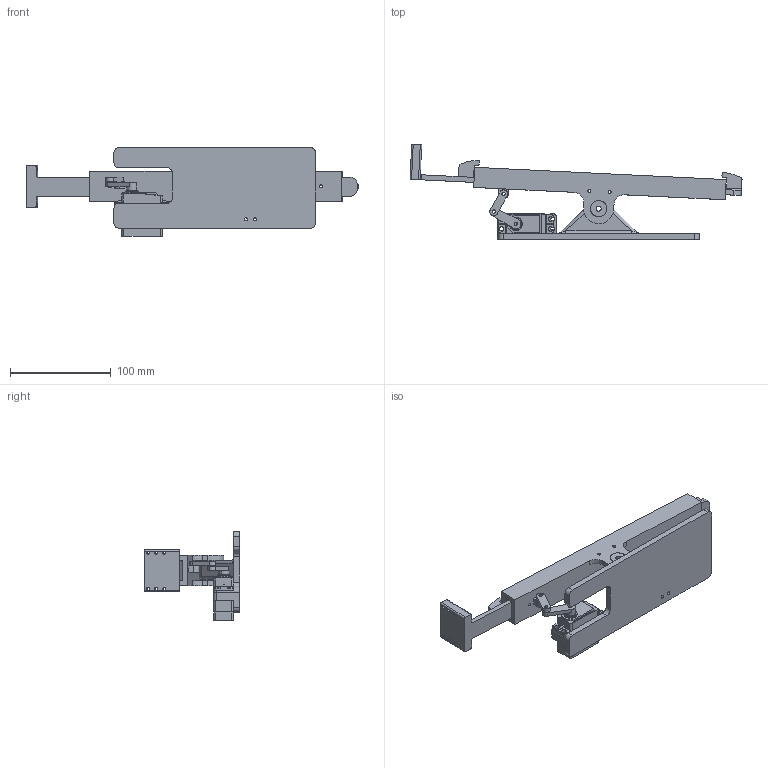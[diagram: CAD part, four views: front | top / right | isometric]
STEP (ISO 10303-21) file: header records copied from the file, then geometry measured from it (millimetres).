
FILE_DESCRIPTION (( 'STEP AP214' ), '1' );
FILE_NAME ('setup.STEP', '2025-01-09T22:15:10', ( '' ), ( '' ), 'SwSTEP 2.0', 'SolidWorks 2023', '' );
FILE_SCHEMA (( 'AUTOMOTIVE_DESIGN' ));
Length unit declared in the file: millimetre
Products named in the file (9): setup; sensor bracket; base; linkage; 16x5x5; arm; rail; ballstop; Servo
Assembly tree (9 placements, depth 2):
  setup
    base
    rail
    16x5x5  x2
    Servo
    arm
    linkage
    sensor bracket
    ballstop
Bounding box: 329.63 x 95.17 x 88 mm (x, y, z)
Volume: 266694.8 mm3; surface area: 100554.5 mm2
Topology: 9 solids, 9 shells, 711 faces, 2011 edges, 1316 vertices
Faces by surface type: plane 358, cylinder 334, cone 8, bspline 6, torus 5
Entity records: 23592 total; most frequent: CARTESIAN_POINT 4375, DIRECTION 4044, ORIENTED_EDGE 3998, EDGE_CURVE 1999, AXIS2_PLACEMENT_3D 1371, VERTEX_POINT 1308, VECTOR 1302, LINE 1302
